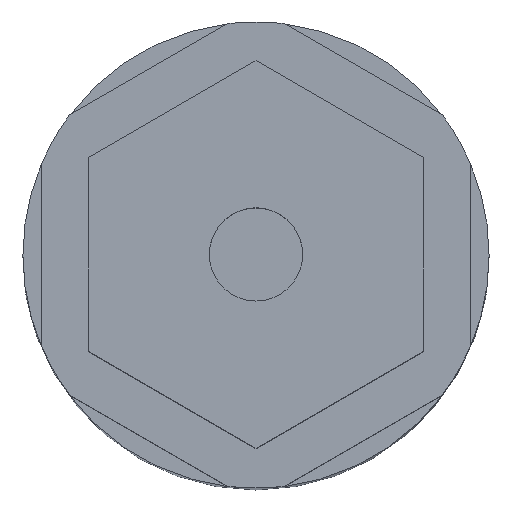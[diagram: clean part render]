
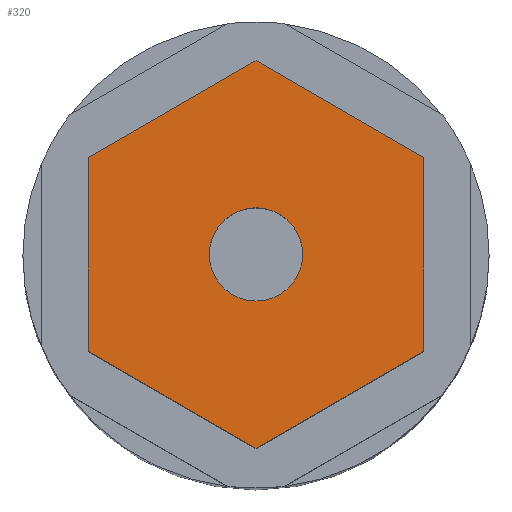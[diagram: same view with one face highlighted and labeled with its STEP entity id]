
A CAD part, top view. The second image highlights one B-rep face of the part: STEP entity #320.
In plain terms, the highlighted planar face has unit normal (0, 0, 1).
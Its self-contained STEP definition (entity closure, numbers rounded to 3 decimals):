
#8 = VERTEX_POINT ( 'NONE', #549 ) ;
#104 = CARTESIAN_POINT ( 'NONE',  ( -18., 10.392, 140. ) ) ;
#107 = CARTESIAN_POINT ( 'NONE',  ( -18., 10.392, 140. ) ) ;
#113 = LINE ( 'NONE', #1113, #353 ) ;
#124 = DIRECTION ( 'NONE',  ( 0.866, -0.5, 0. ) ) ;
#133 = EDGE_LOOP ( 'NONE', ( #1078, #311, #318, #845, #880, #183 ) ) ;
#152 = CARTESIAN_POINT ( 'NONE',  ( -18., -10.392, 140. ) ) ;
#168 = AXIS2_PLACEMENT_3D ( 'NONE', #846, #838, #1408 ) ;
#183 = ORIENTED_EDGE ( 'NONE', *, *, #685, .T. ) ;
#184 = DIRECTION ( 'NONE',  ( -0.866, 0.5, 0. ) ) ;
#196 = VERTEX_POINT ( 'NONE', #545 ) ;
#251 = EDGE_CURVE ( 'NONE', #850, #344, #441, .T. ) ;
#260 = LINE ( 'NONE', #1341, #675 ) ;
#280 = DIRECTION ( 'NONE',  ( 0., 0., 1. ) ) ;
#295 = EDGE_CURVE ( 'NONE', #705, #946, #599, .T. ) ;
#306 = CARTESIAN_POINT ( 'NONE',  ( 0., 0., 140. ) ) ;
#311 = ORIENTED_EDGE ( 'NONE', *, *, #697, .T. ) ;
#318 = ORIENTED_EDGE ( 'NONE', *, *, #1305, .T. ) ;
#320 = ADVANCED_FACE ( 'NONE', ( #1536, #1448 ), #449, .T. ) ;
#321 = DIRECTION ( 'NONE',  ( 0., 1., 0. ) ) ;
#344 = VERTEX_POINT ( 'NONE', #104 ) ;
#351 = VECTOR ( 'NONE', #371, 1000. ) ;
#353 = VECTOR ( 'NONE', #1219, 1000. ) ;
#371 = DIRECTION ( 'NONE',  ( 0.866, 0.5, 0. ) ) ;
#393 = CARTESIAN_POINT ( 'NONE',  ( 0., 0., 140. ) ) ;
#401 = DIRECTION ( 'NONE',  ( 1., 0., 0. ) ) ;
#441 = LINE ( 'NONE', #928, #1541 ) ;
#449 = PLANE ( 'NONE',  #168 ) ;
#545 = CARTESIAN_POINT ( 'NONE',  ( 18., 10.392, 140. ) ) ;
#549 = CARTESIAN_POINT ( 'NONE',  ( 0., -20.785, 140. ) ) ;
#568 = EDGE_LOOP ( 'NONE', ( #1418, #1061 ) ) ;
#569 = AXIS2_PLACEMENT_3D ( 'NONE', #393, #280, #401 ) ;
#596 = CARTESIAN_POINT ( 'NONE',  ( 18., -10.392, 140. ) ) ;
#599 = CIRCLE ( 'NONE', #699, 5. ) ;
#604 = VECTOR ( 'NONE', #184, 1000. ) ;
#639 = LINE ( 'NONE', #1121, #604 ) ;
#648 = VECTOR ( 'NONE', #864, 1000. ) ;
#675 = VECTOR ( 'NONE', #124, 1000. ) ;
#685 = EDGE_CURVE ( 'NONE', #850, #8, #260, .T. ) ;
#697 = EDGE_CURVE ( 'NONE', #1472, #196, #975, .T. ) ;
#699 = AXIS2_PLACEMENT_3D ( 'NONE', #306, #769, #1245 ) ;
#705 = VERTEX_POINT ( 'NONE', #848 ) ;
#716 = EDGE_CURVE ( 'NONE', #344, #1504, #1458, .T. ) ;
#752 = CIRCLE ( 'NONE', #569, 5. ) ;
#765 = EDGE_CURVE ( 'NONE', #946, #705, #752, .T. ) ;
#769 = DIRECTION ( 'NONE',  ( 0., 0., 1. ) ) ;
#838 = DIRECTION ( 'NONE',  ( 0., 0., 1. ) ) ;
#845 = ORIENTED_EDGE ( 'NONE', *, *, #716, .F. ) ;
#846 = CARTESIAN_POINT ( 'NONE',  ( -5., 0., 140. ) ) ;
#848 = CARTESIAN_POINT ( 'NONE',  ( 5., 0., 140. ) ) ;
#850 = VERTEX_POINT ( 'NONE', #152 ) ;
#864 = DIRECTION ( 'NONE',  ( 0., 1., 0. ) ) ;
#880 = ORIENTED_EDGE ( 'NONE', *, *, #251, .F. ) ;
#928 = CARTESIAN_POINT ( 'NONE',  ( -18., -10.392, 140. ) ) ;
#946 = VERTEX_POINT ( 'NONE', #1399 ) ;
#975 = LINE ( 'NONE', #596, #648 ) ;
#1061 = ORIENTED_EDGE ( 'NONE', *, *, #765, .F. ) ;
#1078 = ORIENTED_EDGE ( 'NONE', *, *, #1142, .F. ) ;
#1113 = CARTESIAN_POINT ( 'NONE',  ( 18., -10.392, 140. ) ) ;
#1121 = CARTESIAN_POINT ( 'NONE',  ( 18., 10.392, 140. ) ) ;
#1142 = EDGE_CURVE ( 'NONE', #1472, #8, #113, .T. ) ;
#1219 = DIRECTION ( 'NONE',  ( -0.866, -0.5, 0. ) ) ;
#1245 = DIRECTION ( 'NONE',  ( 1., 0., 0. ) ) ;
#1305 = EDGE_CURVE ( 'NONE', #196, #1504, #639, .T. ) ;
#1341 = CARTESIAN_POINT ( 'NONE',  ( -18., -10.392, 140. ) ) ;
#1372 = CARTESIAN_POINT ( 'NONE',  ( 18., -10.392, 140. ) ) ;
#1399 = CARTESIAN_POINT ( 'NONE',  ( -5., 0., 140. ) ) ;
#1408 = DIRECTION ( 'NONE',  ( 1., 0., 0. ) ) ;
#1418 = ORIENTED_EDGE ( 'NONE', *, *, #295, .F. ) ;
#1430 = CARTESIAN_POINT ( 'NONE',  ( 0., 20.785, 140. ) ) ;
#1448 = FACE_BOUND ( 'NONE', #568, .T. ) ;
#1458 = LINE ( 'NONE', #107, #351 ) ;
#1472 = VERTEX_POINT ( 'NONE', #1372 ) ;
#1504 = VERTEX_POINT ( 'NONE', #1430 ) ;
#1536 = FACE_OUTER_BOUND ( 'NONE', #133, .T. ) ;
#1541 = VECTOR ( 'NONE', #321, 1000. ) ;
